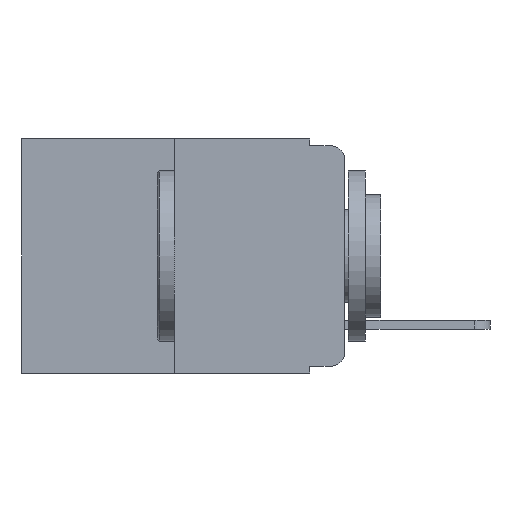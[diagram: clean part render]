
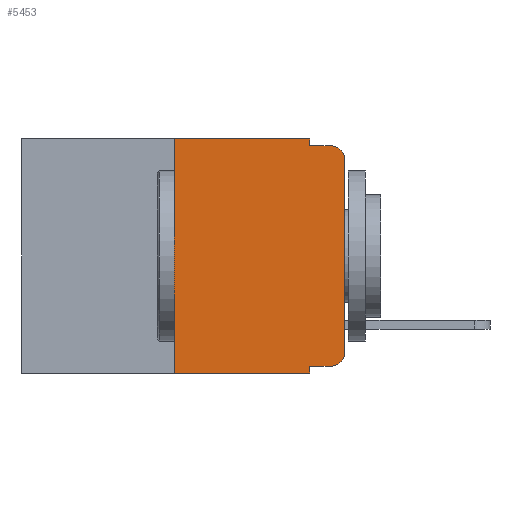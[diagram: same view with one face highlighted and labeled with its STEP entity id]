
A CAD part, left-side view. The second image highlights one B-rep face of the part: STEP entity #5453.
In plain terms, the highlighted planar face has unit normal (-1, 0, 0).
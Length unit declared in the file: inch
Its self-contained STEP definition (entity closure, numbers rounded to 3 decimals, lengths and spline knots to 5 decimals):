
#30 = CARTESIAN_POINT ( 'NONE',  ( 0., 0.02, -0.01 ) ) ;
#217 = CARTESIAN_POINT ( 'NONE',  ( 0., 0.051, -0.01 ) ) ;
#283 = VECTOR ( 'NONE', #5640, 39.37008 ) ;
#297 = LINE ( 'NONE', #7218, #11137 ) ;
#444 = DIRECTION ( 'NONE',  ( 0., 0., -1. ) ) ;
#490 = VERTEX_POINT ( 'NONE', #9091 ) ;
#542 = VERTEX_POINT ( 'NONE', #559 ) ;
#545 = CARTESIAN_POINT ( 'NONE',  ( 0., 0.25, 0. ) ) ;
#559 = CARTESIAN_POINT ( 'NONE',  ( 0., 0.25, 0. ) ) ;
#793 = AXIS2_PLACEMENT_3D ( 'NONE', #9231, #1773, #1545 ) ;
#873 = EDGE_CURVE ( 'NONE', #542, #5414, #9253, .T. ) ;
#920 = EDGE_CURVE ( 'NONE', #1439, #10446, #4533, .T. ) ;
#1199 = VECTOR ( 'NONE', #8603, 39.37008 ) ;
#1210 = CIRCLE ( 'NONE', #2956, 0.02 ) ;
#1285 = CARTESIAN_POINT ( 'NONE',  ( 0., 0.473, 0. ) ) ;
#1439 = VERTEX_POINT ( 'NONE', #217 ) ;
#1545 = DIRECTION ( 'NONE',  ( 0., 0., -1. ) ) ;
#1737 = CARTESIAN_POINT ( 'NONE',  ( 0., 0.02, -0.333 ) ) ;
#1773 = DIRECTION ( 'NONE',  ( -1., 0., 0. ) ) ;
#1812 = VECTOR ( 'NONE', #10768, 39.37008 ) ;
#2525 = CARTESIAN_POINT ( 'NONE',  ( 0., 0.02, -0.03 ) ) ;
#2586 = EDGE_CURVE ( 'NONE', #9991, #10446, #1210, .T. ) ;
#2705 = EDGE_CURVE ( 'NONE', #3438, #6709, #297, .T. ) ;
#2782 = EDGE_CURVE ( 'NONE', #5101, #6737, #6246, .T. ) ;
#2866 = VECTOR ( 'NONE', #11026, 39.37008 ) ;
#2956 = AXIS2_PLACEMENT_3D ( 'NONE', #2525, #3704, #444 ) ;
#2992 = EDGE_LOOP ( 'NONE', ( #9419, #9066, #8995, #8962, #8883, #10326, #9159, #10122, #3027, #9057 ) ) ;
#3004 = EDGE_CURVE ( 'NONE', #6737, #9991, #4313, .T. ) ;
#3027 = ORIENTED_EDGE ( 'NONE', *, *, #3195, .T. ) ;
#3080 = EDGE_CURVE ( 'NONE', #5414, #1439, #8072, .T. ) ;
#3195 = EDGE_CURVE ( 'NONE', #3438, #5101, #5575, .T. ) ;
#3377 = CARTESIAN_POINT ( 'NONE',  ( 0., 0.051, -0.333 ) ) ;
#3438 = VERTEX_POINT ( 'NONE', #3377 ) ;
#3704 = DIRECTION ( 'NONE',  ( -1., 0., 0. ) ) ;
#3755 = LINE ( 'NONE', #11038, #2866 ) ;
#3835 = DIRECTION ( 'NONE',  ( 1., 0., 0. ) ) ;
#4313 = LINE ( 'NONE', #9214, #1812 ) ;
#4475 = PLANE ( 'NONE',  #10045 ) ;
#4533 = LINE ( 'NONE', #5397, #8752 ) ;
#4994 = DIRECTION ( 'NONE',  ( 0., -1., 0. ) ) ;
#5101 = VERTEX_POINT ( 'NONE', #1737 ) ;
#5144 = DIRECTION ( 'NONE',  ( 0., 0., 1. ) ) ;
#5279 = FACE_OUTER_BOUND ( 'NONE', #2992, .T. ) ;
#5397 = CARTESIAN_POINT ( 'NONE',  ( 0., 0.051, -0.01 ) ) ;
#5414 = VERTEX_POINT ( 'NONE', #9605 ) ;
#5453 = ADVANCED_FACE ( 'NONE', ( #5279 ), #4475, .F. ) ;
#5575 = LINE ( 'NONE', #6984, #283 ) ;
#5640 = DIRECTION ( 'NONE',  ( 0., -1., 0. ) ) ;
#5763 = EDGE_CURVE ( 'NONE', #490, #542, #10840, .T. ) ;
#6246 = CIRCLE ( 'NONE', #793, 0.02 ) ;
#6454 = VECTOR ( 'NONE', #5144, 39.37008 ) ;
#6709 = VERTEX_POINT ( 'NONE', #8886 ) ;
#6737 = VERTEX_POINT ( 'NONE', #7515 ) ;
#6984 = CARTESIAN_POINT ( 'NONE',  ( 0., 0.051, -0.333 ) ) ;
#7218 = CARTESIAN_POINT ( 'NONE',  ( 0., 0.051, 0. ) ) ;
#7515 = CARTESIAN_POINT ( 'NONE',  ( 0., 0., -0.313 ) ) ;
#8072 = LINE ( 'NONE', #11057, #1199 ) ;
#8603 = DIRECTION ( 'NONE',  ( 0., 0., -1. ) ) ;
#8752 = VECTOR ( 'NONE', #10488, 39.37008 ) ;
#8883 = ORIENTED_EDGE ( 'NONE', *, *, #873, .F. ) ;
#8886 = CARTESIAN_POINT ( 'NONE',  ( 0., 0.051, -0.343 ) ) ;
#8962 = ORIENTED_EDGE ( 'NONE', *, *, #3080, .F. ) ;
#8995 = ORIENTED_EDGE ( 'NONE', *, *, #920, .F. ) ;
#9057 = ORIENTED_EDGE ( 'NONE', *, *, #2782, .T. ) ;
#9066 = ORIENTED_EDGE ( 'NONE', *, *, #2586, .T. ) ;
#9080 = CARTESIAN_POINT ( 'NONE',  ( 0., 0.473, 0. ) ) ;
#9091 = CARTESIAN_POINT ( 'NONE',  ( 0., 0.25, -0.343 ) ) ;
#9159 = ORIENTED_EDGE ( 'NONE', *, *, #10696, .T. ) ;
#9214 = CARTESIAN_POINT ( 'NONE',  ( 0., 0., 0. ) ) ;
#9231 = CARTESIAN_POINT ( 'NONE',  ( 0., 0.02, -0.313 ) ) ;
#9253 = LINE ( 'NONE', #1285, #11179 ) ;
#9305 = DIRECTION ( 'NONE',  ( 0., 0., -1. ) ) ;
#9377 = CARTESIAN_POINT ( 'NONE',  ( 0., 0., -0.03 ) ) ;
#9419 = ORIENTED_EDGE ( 'NONE', *, *, #3004, .T. ) ;
#9605 = CARTESIAN_POINT ( 'NONE',  ( 0., 0.051, 0. ) ) ;
#9991 = VERTEX_POINT ( 'NONE', #9377 ) ;
#10045 = AXIS2_PLACEMENT_3D ( 'NONE', #9080, #3835, #9305 ) ;
#10122 = ORIENTED_EDGE ( 'NONE', *, *, #2705, .F. ) ;
#10326 = ORIENTED_EDGE ( 'NONE', *, *, #5763, .F. ) ;
#10446 = VERTEX_POINT ( 'NONE', #30 ) ;
#10488 = DIRECTION ( 'NONE',  ( 0., -1., 0. ) ) ;
#10613 = DIRECTION ( 'NONE',  ( 0., 0., -1. ) ) ;
#10696 = EDGE_CURVE ( 'NONE', #490, #6709, #3755, .T. ) ;
#10768 = DIRECTION ( 'NONE',  ( 0., 0., 1. ) ) ;
#10840 = LINE ( 'NONE', #545, #6454 ) ;
#11026 = DIRECTION ( 'NONE',  ( 0., -1., 0. ) ) ;
#11038 = CARTESIAN_POINT ( 'NONE',  ( 0., 0.473, -0.343 ) ) ;
#11057 = CARTESIAN_POINT ( 'NONE',  ( 0., 0.051, 0. ) ) ;
#11137 = VECTOR ( 'NONE', #10613, 39.37008 ) ;
#11179 = VECTOR ( 'NONE', #4994, 39.37008 ) ;
